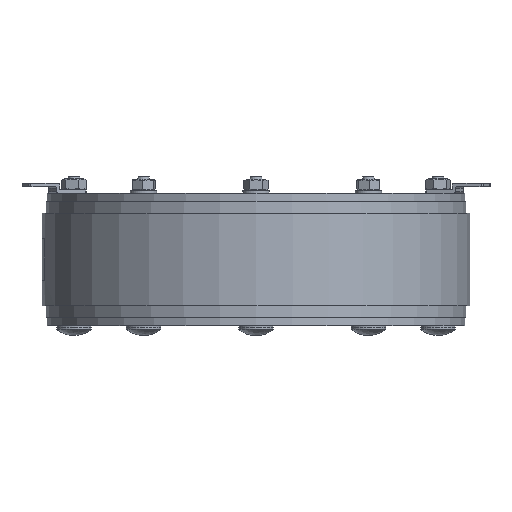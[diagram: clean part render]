
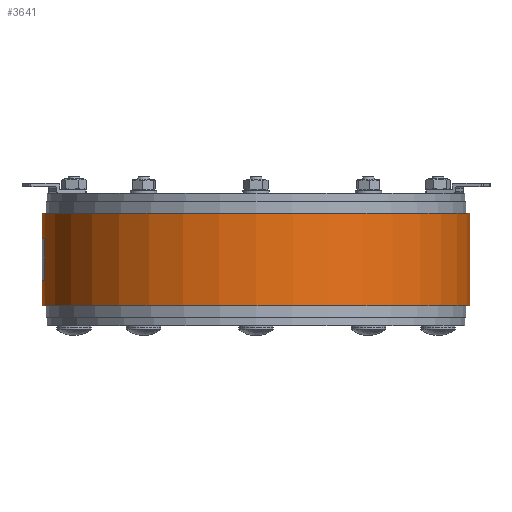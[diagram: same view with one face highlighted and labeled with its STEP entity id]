
A CAD part, front view. The second image highlights one B-rep face of the part: STEP entity #3641.
In plain terms, the highlighted cylindrical face has radius 127.5 mm (diameter 255 mm), a partial arc.
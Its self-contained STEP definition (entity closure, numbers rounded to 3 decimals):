
#466=CYLINDRICAL_SURFACE('',#5236,127.5);
#724=FACE_OUTER_BOUND('',#1070,.T.);
#1070=EDGE_LOOP('',(#3183,#3184,#3185,#3186,#3187,#3188,#3189,#3190,#3191,
#3192,#3193,#3194,#3195,#3196));
#1443=VERTEX_POINT('',#8148);
#1444=VERTEX_POINT('',#8149);
#1447=VERTEX_POINT('',#8157);
#1448=VERTEX_POINT('',#8158);
#1451=VERTEX_POINT('',#8166);
#1452=VERTEX_POINT('',#8167);
#1455=VERTEX_POINT('',#8175);
#1457=VERTEX_POINT('',#8181);
#1467=VERTEX_POINT('',#8225);
#1470=VERTEX_POINT('',#8233);
#1471=VERTEX_POINT('',#8237);
#1472=VERTEX_POINT('',#8239);
#1473=VERTEX_POINT('',#8241);
#1474=VERTEX_POINT('',#8243);
#2005=EDGE_CURVE('',#1443,#1444,#4699,.T.);
#2009=EDGE_CURVE('',#1447,#1448,#4701,.T.);
#2013=EDGE_CURVE('',#1451,#1452,#4703,.T.);
#2017=EDGE_CURVE('',#1452,#1455,#4010,.T.);
#2020=EDGE_CURVE('',#1455,#1457,#4705,.T.);
#2026=EDGE_CURVE('',#1443,#1457,#4017,.T.);
#2036=EDGE_CURVE('',#1451,#1448,#4027,.T.);
#2043=EDGE_CURVE('',#1467,#1447,#4707,.T.);
#2048=EDGE_CURVE('',#1444,#1470,#4710,.T.);
#2049=EDGE_CURVE('',#1470,#1471,#4036,.T.);
#2050=EDGE_CURVE('',#1471,#1472,#4711,.T.);
#2051=EDGE_CURVE('',#1472,#1473,#4037,.T.);
#2052=EDGE_CURVE('',#1473,#1474,#4712,.T.);
#2053=EDGE_CURVE('',#1474,#1467,#4038,.T.);
#3183=ORIENTED_EDGE('',*,*,#2048,.T.);
#3184=ORIENTED_EDGE('',*,*,#2049,.T.);
#3185=ORIENTED_EDGE('',*,*,#2050,.T.);
#3186=ORIENTED_EDGE('',*,*,#2051,.T.);
#3187=ORIENTED_EDGE('',*,*,#2052,.T.);
#3188=ORIENTED_EDGE('',*,*,#2053,.T.);
#3189=ORIENTED_EDGE('',*,*,#2043,.T.);
#3190=ORIENTED_EDGE('',*,*,#2009,.T.);
#3191=ORIENTED_EDGE('',*,*,#2036,.F.);
#3192=ORIENTED_EDGE('',*,*,#2013,.T.);
#3193=ORIENTED_EDGE('',*,*,#2017,.T.);
#3194=ORIENTED_EDGE('',*,*,#2020,.T.);
#3195=ORIENTED_EDGE('',*,*,#2026,.F.);
#3196=ORIENTED_EDGE('',*,*,#2005,.T.);
#3641=ADVANCED_FACE('',(#724),#466,.T.);
#4010=LINE('',#8176,#4376);
#4017=LINE('',#8193,#4383);
#4027=LINE('',#8212,#4393);
#4036=LINE('',#8238,#4402);
#4037=LINE('',#8242,#4403);
#4038=LINE('',#8245,#4404);
#4376=VECTOR('',#6613,25.);
#4383=VECTOR('',#6630,15.);
#4393=VECTOR('',#6650,15.);
#4402=VECTOR('',#6679,15.);
#4403=VECTOR('',#6682,25.);
#4404=VECTOR('',#6685,15.);
#4699=CIRCLE('',#5208,127.5);
#4701=CIRCLE('',#5211,127.5);
#4703=CIRCLE('',#5214,127.5);
#4705=CIRCLE('',#5218,127.5);
#4707=CIRCLE('',#5231,127.5);
#4710=CIRCLE('',#5235,127.5);
#4711=CIRCLE('',#5237,127.5);
#4712=CIRCLE('',#5238,127.5);
#5208=AXIS2_PLACEMENT_3D('',#8150,#6589,#6590);
#5211=AXIS2_PLACEMENT_3D('',#8159,#6597,#6598);
#5214=AXIS2_PLACEMENT_3D('',#8168,#6605,#6606);
#5218=AXIS2_PLACEMENT_3D('',#8182,#6618,#6619);
#5231=AXIS2_PLACEMENT_3D('',#8226,#6665,#6666);
#5235=AXIS2_PLACEMENT_3D('',#8235,#6675,#6676);
#5236=AXIS2_PLACEMENT_3D('',#8236,#6677,#6678);
#5237=AXIS2_PLACEMENT_3D('',#8240,#6680,#6681);
#5238=AXIS2_PLACEMENT_3D('',#8244,#6683,#6684);
#6589=DIRECTION('center_axis',(0.,-1.,0.));
#6590=DIRECTION('ref_axis',(0.,0.,-1.));
#6597=DIRECTION('center_axis',(0.,1.,0.));
#6598=DIRECTION('ref_axis',(0.,0.,-1.));
#6605=DIRECTION('center_axis',(0.,-1.,0.));
#6606=DIRECTION('ref_axis',(0.,0.,-1.));
#6613=DIRECTION('',(0.,1.,0.));
#6618=DIRECTION('center_axis',(0.,1.,0.));
#6619=DIRECTION('ref_axis',(0.,0.,-1.));
#6630=DIRECTION('',(0.,-1.,0.));
#6650=DIRECTION('',(0.,-1.,0.));
#6665=DIRECTION('center_axis',(0.,1.,0.));
#6666=DIRECTION('ref_axis',(0.,0.,1.));
#6675=DIRECTION('center_axis',(0.,-1.,0.));
#6676=DIRECTION('ref_axis',(0.,0.,1.));
#6677=DIRECTION('center_axis',(0.,-1.,0.));
#6678=DIRECTION('ref_axis',(0.,0.,1.));
#6679=DIRECTION('',(0.,-1.,0.));
#6680=DIRECTION('center_axis',(0.,-1.,0.));
#6681=DIRECTION('ref_axis',(0.,0.,1.));
#6682=DIRECTION('',(0.,-1.,0.));
#6683=DIRECTION('center_axis',(0.,1.,0.));
#6684=DIRECTION('ref_axis',(-0.159,0.,0.987));
#6685=DIRECTION('',(0.,-1.,0.));
#8148=CARTESIAN_POINT('',(-198.309,27.5,-1.25));
#8149=CARTESIAN_POINT('',(-198.309,27.5,253.75));
#8150=CARTESIAN_POINT('Origin',(-198.309,27.5,126.25));
#8157=CARTESIAN_POINT('',(-198.309,-27.5,253.75));
#8158=CARTESIAN_POINT('',(-198.309,-27.5,-1.25));
#8159=CARTESIAN_POINT('Origin',(-198.309,-27.5,126.25));
#8166=CARTESIAN_POINT('',(-198.309,-12.5,-1.25));
#8167=CARTESIAN_POINT('',(-178.199,-12.5,0.346));
#8168=CARTESIAN_POINT('Origin',(-198.309,-12.5,126.25));
#8175=CARTESIAN_POINT('',(-178.199,12.5,0.346));
#8176=CARTESIAN_POINT('',(-178.199,0.,0.346));
#8181=CARTESIAN_POINT('',(-198.309,12.5,-1.25));
#8182=CARTESIAN_POINT('Origin',(-198.309,12.5,126.25));
#8193=CARTESIAN_POINT('',(-198.309,13.75,-1.25));
#8212=CARTESIAN_POINT('',(-198.309,-6.25,-1.25));
#8225=CARTESIAN_POINT('',(-198.313,-27.5,253.75));
#8226=CARTESIAN_POINT('Origin',(-198.309,-27.5,126.25));
#8233=CARTESIAN_POINT('',(-198.313,27.5,253.75));
#8235=CARTESIAN_POINT('Origin',(-198.309,27.5,126.25));
#8236=CARTESIAN_POINT('Origin',(-198.309,0.,
126.25));
#8237=CARTESIAN_POINT('',(-198.313,12.5,253.75));
#8238=CARTESIAN_POINT('',(-198.313,-27.5,253.75));
#8239=CARTESIAN_POINT('',(-218.626,12.5,252.121));
#8240=CARTESIAN_POINT('Origin',(-198.309,12.5,126.25));
#8241=CARTESIAN_POINT('',(-218.626,-12.5,252.121));
#8242=CARTESIAN_POINT('',(-218.626,-12.5,252.121));
#8243=CARTESIAN_POINT('',(-198.313,-12.5,253.75));
#8244=CARTESIAN_POINT('Origin',(-198.309,-12.5,126.25));
#8245=CARTESIAN_POINT('',(-198.313,-27.5,253.75));
